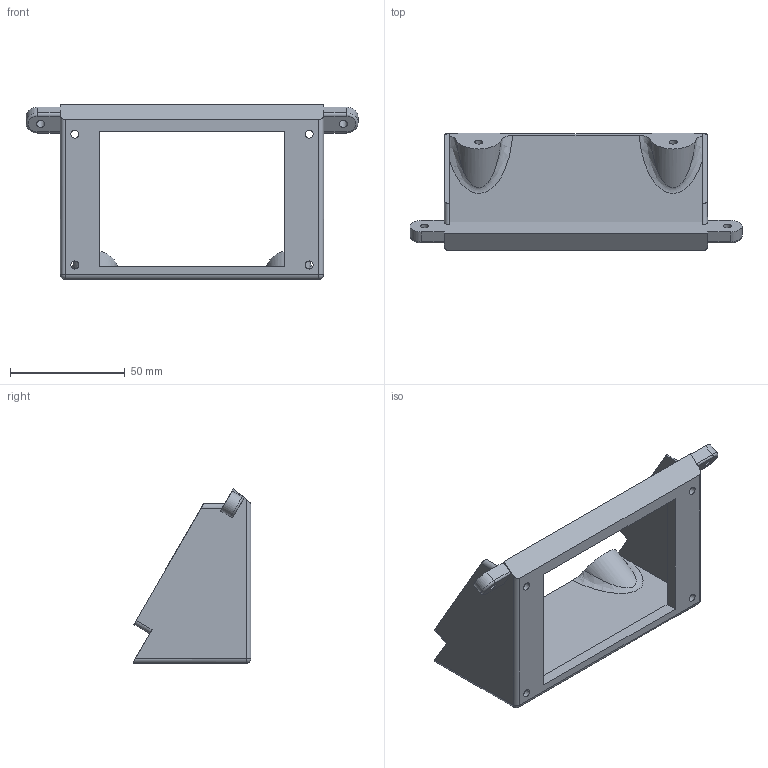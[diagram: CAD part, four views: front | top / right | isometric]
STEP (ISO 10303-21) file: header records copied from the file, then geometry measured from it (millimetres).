
FILE_DESCRIPTION(('CATIA V5 STEP Exchange'),'2;1');
FILE_NAME('HYPERCUBE-EVO-0037_NGEN.stp','2018-08-25T14:05:30+00:00',('none'),('none'),'CATIA Version 5 Release 21 GA (IN-10)','CATIA V5 STEP AP203','none');
FILE_SCHEMA(('CONFIG_CONTROL_DESIGN'));
Length unit declared in the file: millimetre
Products named in the file (1): HYPERCUBE-EVO-0037_NGEN
Bounding box: 144.6 x 51.39 x 76.01 mm (x, y, z)
Volume: 44776.1 mm3; surface area: 33051.1 mm2
Topology: 1 solids, 1 shells, 86 faces, 234 edges, 150 vertices
Faces by surface type: cylinder 41, plane 39, sphere 2, bspline 2, torus 2
Entity records: 3530 total; most frequent: CARTESIAN_POINT 1443, ORIENTED_EDGE 464, DIRECTION 326, EDGE_CURVE 232, VERTEX_POINT 150, VECTOR 138, LINE 138, AXIS2_PLACEMENT_3D 129
